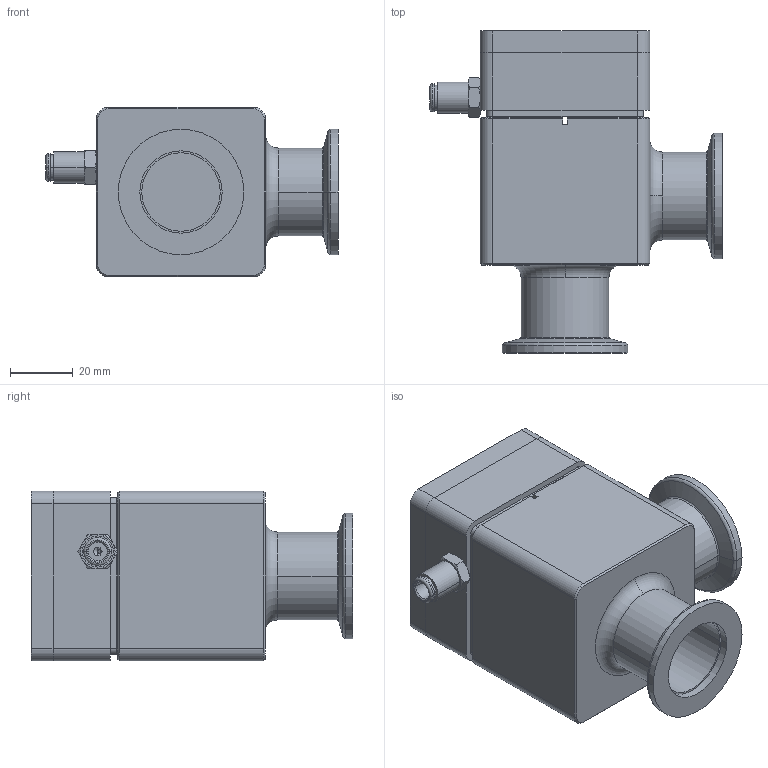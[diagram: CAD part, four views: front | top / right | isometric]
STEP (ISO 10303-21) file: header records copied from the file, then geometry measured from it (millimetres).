
FILE_DESCRIPTION(/* description */ (''),/* implementation_level */ '2;1');
FILE_NAME(/* name */ 'PAV-A03100 SHELLED.stp',/* time_stamp */ '2025-08-15T15:21:10+07:00',/* author */ (''),/* organization */ (''),/* preprocessor_version */ 'ST-DEVELOPER v19.3',/* originating_system */ 'SIEMENS PLM Software NX2212.6000',/* authorisation */ '');
FILE_SCHEMA (('AUTOMOTIVE_DESIGN { 1 0 10303 214 3 1 1 1 }'));
Length unit declared in the file: millimetre
Products named in the file (7): 29-00062_5225K50624513; 35-01456_NW25; 39-01022_closed; 35-01519; 2000192930; 9551-00003M-30_91292A022; PAV-A03100 SHELLED_step
Assembly tree (9 placements, depth 2):
  PAV-A03100 SHELLED_step
    9551-00003M-30_91292A022  x4
    2000192930
    35-01519
    39-01022_closed
    35-01456_NW25
    29-00062_5225K50624513
Bounding box: 93 x 102.54 x 54 mm (x, y, z)
Volume: 145488.7 mm3; surface area: 55112.5 mm2
Topology: 9 solids, 9 shells, 704 faces, 1818 edges, 1155 vertices
Faces by surface type: cylinder 422, plane 124, cone 124, torus 24, bspline 10
Entity records: 16095 total; most frequent: CARTESIAN_POINT 6922, ORIENTED_EDGE 1928, DIRECTION 1847, EDGE_CURVE 964, AXIS2_PLACEMENT_3D 737, VERTEX_POINT 609, EDGE_LOOP 445, ADVANCED_FACE 392
